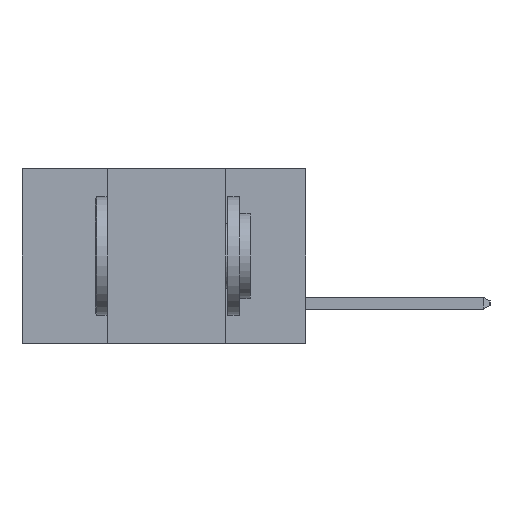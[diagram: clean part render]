
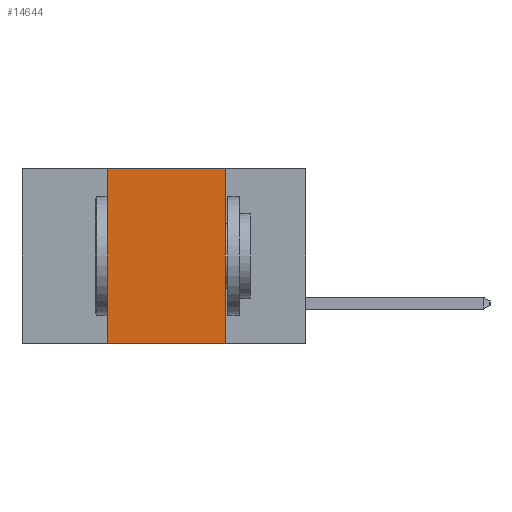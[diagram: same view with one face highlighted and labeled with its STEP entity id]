
A CAD part, left-side view. The second image highlights one B-rep face of the part: STEP entity #14644.
In plain terms, the highlighted planar face has unit normal (-1, 0, 0).
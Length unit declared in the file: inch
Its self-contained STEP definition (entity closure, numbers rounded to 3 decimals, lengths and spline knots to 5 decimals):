
#2431 = ORIENTED_EDGE ( 'NONE', *, *, #9606, .F. ) ;
#3402 = LINE ( 'NONE', #9217, #12368 ) ;
#3584 = VECTOR ( 'NONE', #8002, 39.37008 ) ;
#4133 = CARTESIAN_POINT ( 'NONE',  ( 0., 0.17, -0.37 ) ) ;
#4995 = PLANE ( 'NONE',  #11193 ) ;
#7166 = VERTEX_POINT ( 'NONE', #11687 ) ;
#8002 = DIRECTION ( 'NONE',  ( 0., -1., 0. ) ) ;
#8184 = CARTESIAN_POINT ( 'NONE',  ( 0., 0.17, 0. ) ) ;
#8617 = DIRECTION ( 'NONE',  ( 0., 0., -1. ) ) ;
#8984 = FACE_OUTER_BOUND ( 'NONE', #21292, .T. ) ;
#9217 = CARTESIAN_POINT ( 'NONE',  ( 0., 0.42, 0. ) ) ;
#9467 = LINE ( 'NONE', #16802, #3584 ) ;
#9529 = LINE ( 'NONE', #11464, #13710 ) ;
#9606 = EDGE_CURVE ( 'NONE', #7166, #19683, #9467, .T. ) ;
#10974 = CARTESIAN_POINT ( 'NONE',  ( 0., 0.17, 0. ) ) ;
#11193 = AXIS2_PLACEMENT_3D ( 'NONE', #17364, #19053, #8617 ) ;
#11464 = CARTESIAN_POINT ( 'NONE',  ( 0., 0.6, -0.37 ) ) ;
#11687 = CARTESIAN_POINT ( 'NONE',  ( 0., 0.42, 0. ) ) ;
#11693 = DIRECTION ( 'NONE',  ( 0., 0., -1. ) ) ;
#12368 = VECTOR ( 'NONE', #17960, 39.37008 ) ;
#13156 = VERTEX_POINT ( 'NONE', #22044 ) ;
#13710 = VECTOR ( 'NONE', #16753, 39.37008 ) ;
#14644 = ADVANCED_FACE ( 'NONE', ( #8984 ), #4995, .F. ) ;
#14719 = ORIENTED_EDGE ( 'NONE', *, *, #20606, .F. ) ;
#14883 = EDGE_CURVE ( 'NONE', #13156, #7166, #3402, .T. ) ;
#15487 = LINE ( 'NONE', #8184, #18393 ) ;
#16753 = DIRECTION ( 'NONE',  ( 0., -1., 0. ) ) ;
#16802 = CARTESIAN_POINT ( 'NONE',  ( 0., 0.6, 0. ) ) ;
#17088 = VERTEX_POINT ( 'NONE', #4133 ) ;
#17364 = CARTESIAN_POINT ( 'NONE',  ( 0., 0.6, 0. ) ) ;
#17960 = DIRECTION ( 'NONE',  ( 0., 0., 1. ) ) ;
#18393 = VECTOR ( 'NONE', #11693, 39.37008 ) ;
#19053 = DIRECTION ( 'NONE',  ( 1., 0., 0. ) ) ;
#19683 = VERTEX_POINT ( 'NONE', #10974 ) ;
#20606 = EDGE_CURVE ( 'NONE', #19683, #17088, #15487, .T. ) ;
#21292 = EDGE_LOOP ( 'NONE', ( #14719, #2431, #21680, #21944 ) ) ;
#21680 = ORIENTED_EDGE ( 'NONE', *, *, #14883, .F. ) ;
#21944 = ORIENTED_EDGE ( 'NONE', *, *, #22154, .T. ) ;
#22044 = CARTESIAN_POINT ( 'NONE',  ( 0., 0.42, -0.37 ) ) ;
#22154 = EDGE_CURVE ( 'NONE', #13156, #17088, #9529, .T. ) ;
